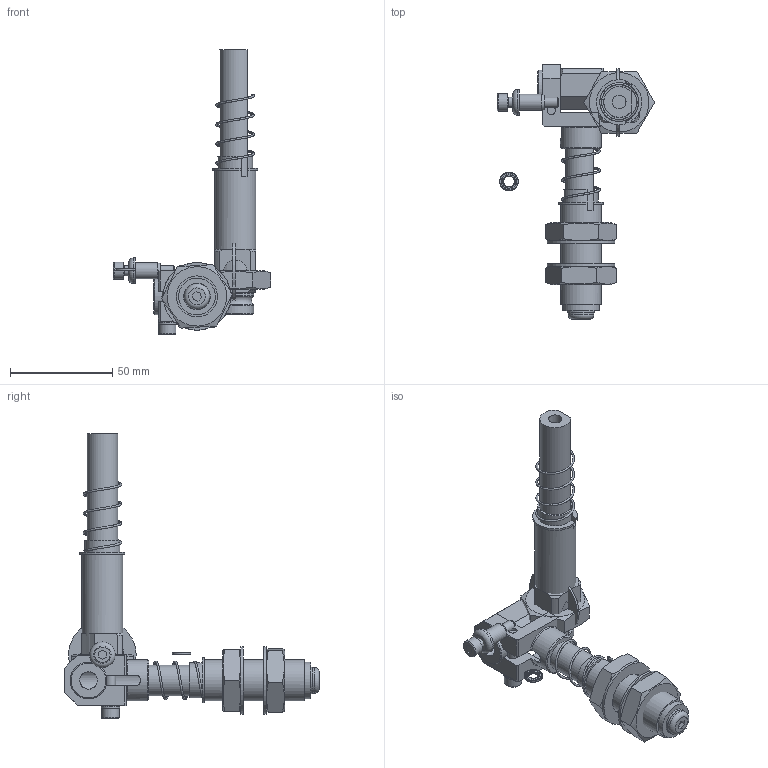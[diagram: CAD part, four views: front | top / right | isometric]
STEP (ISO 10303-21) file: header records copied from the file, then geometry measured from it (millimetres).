
FILE_DESCRIPTION( ( 'Unknown' ), '1' );
FILE_NAME( 'CA.GGVG.20141820.stp', 'Unknown', ( 'Unknown' ), ( 'Unknown' ), 'PSStep 13.0', 'Unknown', ' ' );
FILE_SCHEMA( ( 'AUTOMOTIVE_DESIGN { 1 0 10303 214 1 1 1 1 }' ) );
Length unit declared in the file: millimetre
Products named in the file (13): Assem1; M.19X35; R.8X18X3; R.8.SCH; V.TBCE8X12.BUTT; GGB.20.14.18; R.5.SCH; V-tcei M  5 x 25; GGVG.20.2; 05.02.001.06; R.20.SCH; SSN.20251418.1; GGVE.20.20
Bounding box: 76.82 x 124.2 x 139.1 mm (x, y, z)
Volume: 83146.7 mm3; surface area: 60715.4 mm2
Topology: 24 solids, 26 shells, 687 faces, 1886 edges, 1249 vertices
Faces by surface type: plane 560, cylinder 83, cone 26, torus 16, bspline 2
Full cylindrical faces by diameter (mm): 4.134 x2, 5 x2, 5.2 x2, 5.3 x2, 6.647 x2, 7.5 x2, 8 x2, 8.3 x2, 8.5 x4, 8.566 x2, 8.917 x2, 9 x2, 9.728 x2, 11.445 x2, 12.5 x2, 13 x2, 15.2 x2, 16 x2, 17.95 x4, 18 x2, 18.376 x3, 20 x4, 21 x3, 33 x3
Entity records: 14478 total; most frequent: CARTESIAN_POINT 3340, DIRECTION 1820, ORIENTED_EDGE 1724, EDGE_CURVE 862, AXIS2_PLACEMENT_3D 639, VERTEX_POINT 594, LINE 542, VECTOR 542
